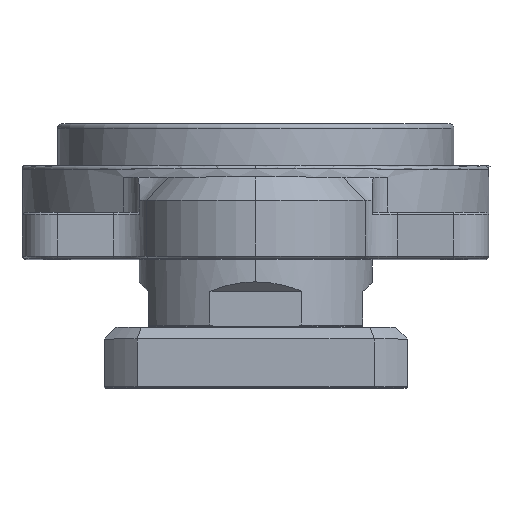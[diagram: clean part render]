
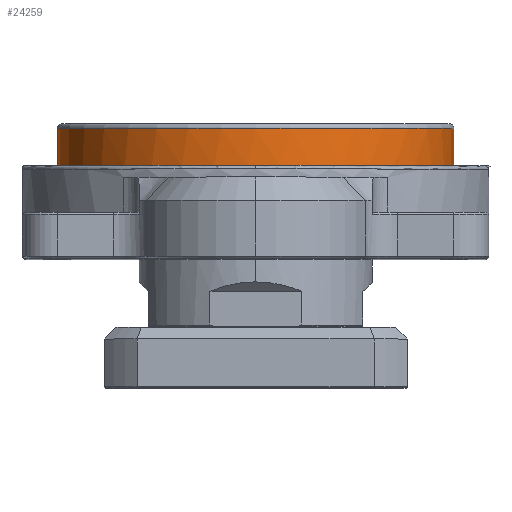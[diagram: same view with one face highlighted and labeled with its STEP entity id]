
A CAD part, top view. The second image highlights one B-rep face of the part: STEP entity #24259.
In plain terms, the highlighted cylindrical face has radius 85 mm (diameter 170 mm), a partial arc.
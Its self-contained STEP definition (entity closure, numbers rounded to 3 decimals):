
#28 = DIRECTION ( 'NONE',  ( 0., 1., 0. ) ) ;
#41 = DIRECTION ( 'NONE',  ( 0.128, 0., 0.992 ) ) ;
#1969 = VERTEX_POINT ( 'NONE', #24032 ) ;
#3187 = CARTESIAN_POINT ( 'NONE',  ( -85., 56., 0. ) ) ;
#3451 = ORIENTED_EDGE ( 'NONE', *, *, #10831, .T. ) ;
#5316 = LINE ( 'NONE', #5319, #17123 ) ;
#5319 = CARTESIAN_POINT ( 'NONE',  ( 85., 41., 0. ) ) ;
#5353 = DIRECTION ( 'NONE',  ( 0., 1., 0. ) ) ;
#5608 = ORIENTED_EDGE ( 'NONE', *, *, #12378, .F. ) ;
#5776 = CARTESIAN_POINT ( 'NONE',  ( 0., 39.5, 0. ) ) ;
#5806 = DIRECTION ( 'NONE',  ( 0., 1., 0. ) ) ;
#5810 = DIRECTION ( 'NONE',  ( 0.128, 0., 0.992 ) ) ;
#6986 = ORIENTED_EDGE ( 'NONE', *, *, #15684, .T. ) ;
#7194 = ORIENTED_EDGE ( 'NONE', *, *, #21713, .T. ) ;
#8318 = AXIS2_PLACEMENT_3D ( 'NONE', #13813, #13817, #13879 ) ;
#10831 = EDGE_CURVE ( 'NONE', #11085, #14545, #12346, .T. ) ;
#11085 = VERTEX_POINT ( 'NONE', #16375 ) ;
#12346 = CIRCLE ( 'NONE', #12362, 85. ) ;
#12362 = AXIS2_PLACEMENT_3D ( 'NONE', #17881, #17856, #17021 ) ;
#12378 = EDGE_CURVE ( 'NONE', #17464, #14545, #14811, .T. ) ;
#12551 = DIRECTION ( 'NONE',  ( 0., 1., 0. ) ) ;
#12903 = AXIS2_PLACEMENT_3D ( 'NONE', #24808, #28, #41 ) ;
#13277 = ORIENTED_EDGE ( 'NONE', *, *, #18309, .T. ) ;
#13786 = FACE_OUTER_BOUND ( 'NONE', #17428, .T. ) ;
#13808 = CYLINDRICAL_SURFACE ( 'NONE', #8318, 85. ) ;
#13813 = CARTESIAN_POINT ( 'NONE',  ( 0., 41., 0. ) ) ;
#13817 = DIRECTION ( 'NONE',  ( 0., 1., 0. ) ) ;
#13879 = DIRECTION ( 'NONE',  ( 1., 0., 0. ) ) ;
#13942 = AXIS2_PLACEMENT_3D ( 'NONE', #5776, #5806, #5810 ) ;
#14364 = CIRCLE ( 'NONE', #13942, 85. ) ;
#14545 = VERTEX_POINT ( 'NONE', #3187 ) ;
#14752 = CARTESIAN_POINT ( 'NONE',  ( -85., 39.5, 0. ) ) ;
#14811 = LINE ( 'NONE', #14835, #15481 ) ;
#14835 = CARTESIAN_POINT ( 'NONE',  ( -85., 41., 0. ) ) ;
#15481 = VECTOR ( 'NONE', #12551, 1000. ) ;
#15684 = EDGE_CURVE ( 'NONE', #1969, #11085, #5316, .T. ) ;
#16375 = CARTESIAN_POINT ( 'NONE',  ( 85., 56., 0. ) ) ;
#17021 = DIRECTION ( 'NONE',  ( -1., 0., 0. ) ) ;
#17123 = VECTOR ( 'NONE', #5353, 1000. ) ;
#17428 = EDGE_LOOP ( 'NONE', ( #5608, #13277, #7194, #6986, #3451 ) ) ;
#17464 = VERTEX_POINT ( 'NONE', #14752 ) ;
#17689 = CARTESIAN_POINT ( 'NONE',  ( 10.84, 39.5, 84.306 ) ) ;
#17724 = VERTEX_POINT ( 'NONE', #17689 ) ;
#17856 = DIRECTION ( 'NONE',  ( 0., -1., 0. ) ) ;
#17881 = CARTESIAN_POINT ( 'NONE',  ( 0., 56., 0. ) ) ;
#18309 = EDGE_CURVE ( 'NONE', #17464, #17724, #24685, .T. ) ;
#21713 = EDGE_CURVE ( 'NONE', #17724, #1969, #14364, .T. ) ;
#24032 = CARTESIAN_POINT ( 'NONE',  ( 85., 39.5, 0. ) ) ;
#24259 = ADVANCED_FACE ( 'NONE', ( #13786 ), #13808, .T. ) ;
#24685 = CIRCLE ( 'NONE', #12903, 85. ) ;
#24808 = CARTESIAN_POINT ( 'NONE',  ( 0., 39.5, 0. ) ) ;
